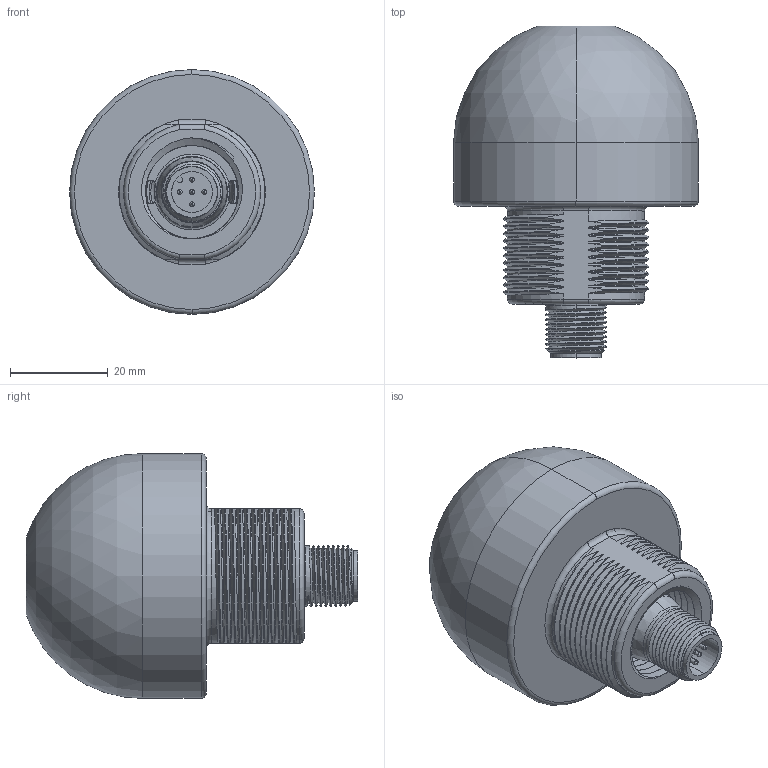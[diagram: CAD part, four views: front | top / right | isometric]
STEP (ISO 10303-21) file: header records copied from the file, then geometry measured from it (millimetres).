
FILE_DESCRIPTION((''),'2;1');
FILE_NAME('144874_SW','2009-03-26T',('banengservice'),('BANNER ENGINEERING'),'PRO/ENGINEER BY PARAMETRIC TECHNOLOGY CORPORATION, 2006170','PRO/ENGINEER BY PARAMETRIC TECHNOLOGY CORPORATION, 2006170','');
FILE_SCHEMA(('CONFIG_CONTROL_DESIGN'));
Length unit declared in the file: inch
Products named in the file (1): 144874_SW
Bounding box: 50 x 67.77 x 50 mm (x, y, z)
Volume: 31448.6 mm3; surface area: 26590.6 mm2
Topology: 1 solids, 3 shells, 622 faces, 1549 edges, 971 vertices
Faces by surface type: cylinder 211, bspline 159, plane 155, torus 40, cone 37, sphere 20
Entity records: 34267 total; most frequent: CARTESIAN_POINT 20378, ORIENTED_EDGE 3098, DIRECTION 2602, EDGE_CURVE 1549, AXIS2_PLACEMENT_3D 1036, VERTEX_POINT 971, EDGE_LOOP 670, FACE_OUTER_BOUND 622
